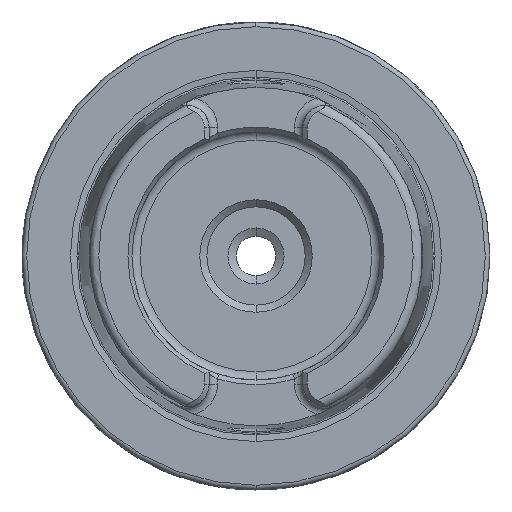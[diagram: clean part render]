
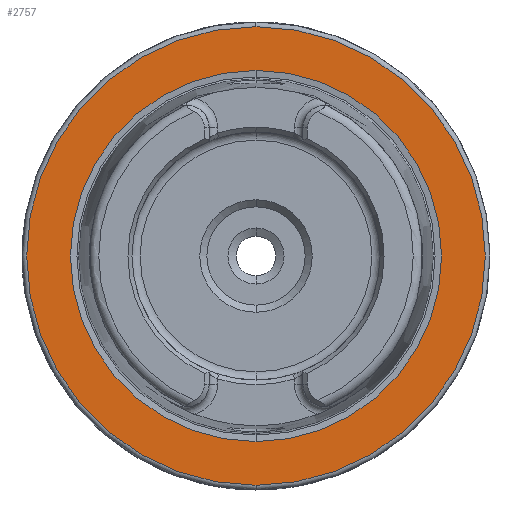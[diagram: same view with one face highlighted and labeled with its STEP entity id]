
A CAD part, left-side view. The second image highlights one B-rep face of the part: STEP entity #2757.
In plain terms, the highlighted planar face has unit normal (-1, 0, 0).
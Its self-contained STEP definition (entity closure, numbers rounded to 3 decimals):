
#23 = DIRECTION ( 'NONE',  ( 1., 0., 0. ) ) ;
#221 = PLANE ( 'NONE',  #1908 ) ;
#237 = DIRECTION ( 'NONE',  ( 0., 0., 1. ) ) ;
#883 = EDGE_CURVE ( 'NONE', #4120, #1863, #3620, .T. ) ;
#897 = AXIS2_PLACEMENT_3D ( 'NONE', #5714, #2736, #6203 ) ;
#1223 = ORIENTED_EDGE ( 'NONE', *, *, #2754, .F. ) ;
#1680 = VERTEX_POINT ( 'NONE', #3404 ) ;
#1716 = CIRCLE ( 'NONE', #897, 49. ) ;
#1863 = VERTEX_POINT ( 'NONE', #5369 ) ;
#1866 = EDGE_CURVE ( 'NONE', #1863, #4120, #6158, .T. ) ;
#1908 = AXIS2_PLACEMENT_3D ( 'NONE', #2233, #3236, #237 ) ;
#1980 = CARTESIAN_POINT ( 'NONE',  ( 0.05, 0., 0. ) ) ;
#2233 = CARTESIAN_POINT ( 'NONE',  ( 0.05, 39.647, 0. ) ) ;
#2470 = DIRECTION ( 'NONE',  ( 0., 0., -1. ) ) ;
#2562 = ORIENTED_EDGE ( 'NONE', *, *, #1866, .T. ) ;
#2736 = DIRECTION ( 'NONE',  ( 1., 0., 0. ) ) ;
#2754 = EDGE_CURVE ( 'NONE', #3045, #1680, #1716, .T. ) ;
#2757 = ADVANCED_FACE ( 'NONE', ( #4346, #2873 ), #221, .T. ) ;
#2873 = FACE_OUTER_BOUND ( 'NONE', #5527, .T. ) ;
#2907 = DIRECTION ( 'NONE',  ( 1., 0., 0. ) ) ;
#3017 = CARTESIAN_POINT ( 'NONE',  ( 0.05, 0., 0. ) ) ;
#3045 = VERTEX_POINT ( 'NONE', #4906 ) ;
#3236 = DIRECTION ( 'NONE',  ( -1., 0., 0. ) ) ;
#3404 = CARTESIAN_POINT ( 'NONE',  ( 0.05, 0., 49. ) ) ;
#3514 = DIRECTION ( 'NONE',  ( 0., 0., -1. ) ) ;
#3620 = CIRCLE ( 'NONE', #3884, 39.647 ) ;
#3884 = AXIS2_PLACEMENT_3D ( 'NONE', #3017, #23, #3514 ) ;
#3936 = AXIS2_PLACEMENT_3D ( 'NONE', #1980, #5460, #2470 ) ;
#4026 = ORIENTED_EDGE ( 'NONE', *, *, #883, .T. ) ;
#4035 = CARTESIAN_POINT ( 'NONE',  ( 0.05, 0., 39.647 ) ) ;
#4120 = VERTEX_POINT ( 'NONE', #4035 ) ;
#4346 = FACE_BOUND ( 'NONE', #5815, .T. ) ;
#4367 = AXIS2_PLACEMENT_3D ( 'NONE', #5883, #2907, #6380 ) ;
#4906 = CARTESIAN_POINT ( 'NONE',  ( 0.05, 0., -49. ) ) ;
#5051 = ORIENTED_EDGE ( 'NONE', *, *, #5095, .F. ) ;
#5095 = EDGE_CURVE ( 'NONE', #1680, #3045, #6041, .T. ) ;
#5369 = CARTESIAN_POINT ( 'NONE',  ( 0.05, 0., -39.647 ) ) ;
#5460 = DIRECTION ( 'NONE',  ( 1., 0., 0. ) ) ;
#5527 = EDGE_LOOP ( 'NONE', ( #1223, #5051 ) ) ;
#5714 = CARTESIAN_POINT ( 'NONE',  ( 0.05, 0., 0. ) ) ;
#5815 = EDGE_LOOP ( 'NONE', ( #4026, #2562 ) ) ;
#5883 = CARTESIAN_POINT ( 'NONE',  ( 0.05, 0., 0. ) ) ;
#6041 = CIRCLE ( 'NONE', #4367, 49. ) ;
#6158 = CIRCLE ( 'NONE', #3936, 39.647 ) ;
#6203 = DIRECTION ( 'NONE',  ( 0., 0., -1. ) ) ;
#6380 = DIRECTION ( 'NONE',  ( 0., 0., -1. ) ) ;
